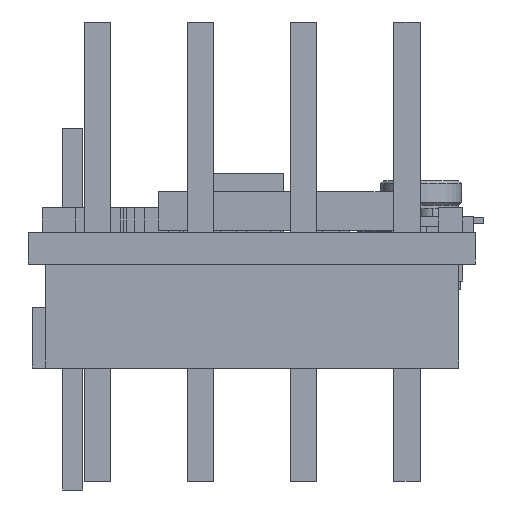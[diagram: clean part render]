
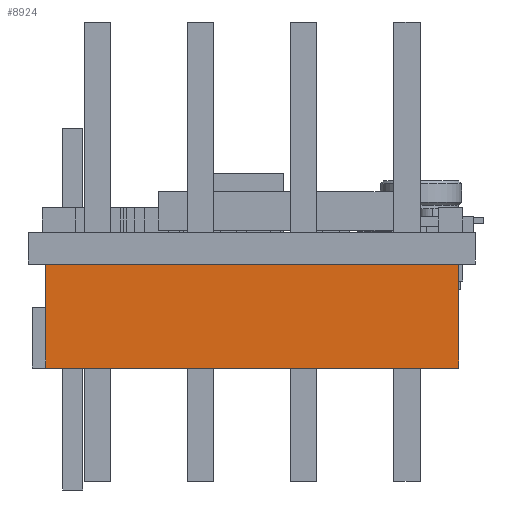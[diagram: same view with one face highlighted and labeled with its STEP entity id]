
A CAD part, front view. The second image highlights one B-rep face of the part: STEP entity #8924.
In plain terms, the highlighted planar face has unit normal (0, -1, 0).
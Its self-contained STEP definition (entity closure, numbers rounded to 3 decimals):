
#163 = CARTESIAN_POINT ( 'NONE',  ( -5.08, -1.27, 2.54 ) ) ;
#1533 = LINE ( 'NONE', #4315, #14265 ) ;
#1574 = AXIS2_PLACEMENT_3D ( 'NONE', #16476, #10435, #2569 ) ;
#1745 = VECTOR ( 'NONE', #2961, 1000. ) ;
#1883 = CARTESIAN_POINT ( 'NONE',  ( 5.08, -1.27, 0. ) ) ;
#2317 = LINE ( 'NONE', #12306, #7018 ) ;
#2494 = CARTESIAN_POINT ( 'NONE',  ( 5.08, -1.27, 0. ) ) ;
#2569 = DIRECTION ( 'NONE',  ( 0., 0., 1. ) ) ;
#2871 = LINE ( 'NONE', #10266, #9569 ) ;
#2961 = DIRECTION ( 'NONE',  ( 0., 0., -1. ) ) ;
#3446 = EDGE_CURVE ( 'NONE', #9842, #19611, #18501, .T. ) ;
#4315 = CARTESIAN_POINT ( 'NONE',  ( -5.08, -1.27, 0. ) ) ;
#4912 = EDGE_CURVE ( 'NONE', #19189, #13030, #1533, .T. ) ;
#5767 = ORIENTED_EDGE ( 'NONE', *, *, #18852, .F. ) ;
#7018 = VECTOR ( 'NONE', #11356, 1000. ) ;
#7452 = ORIENTED_EDGE ( 'NONE', *, *, #15751, .F. ) ;
#7543 = DIRECTION ( 'NONE',  ( 1., 0., 0. ) ) ;
#7583 = ORIENTED_EDGE ( 'NONE', *, *, #4912, .F. ) ;
#8924 = ADVANCED_FACE ( 'NONE', ( #10252 ), #18079, .F. ) ;
#9569 = VECTOR ( 'NONE', #7543, 1000. ) ;
#9761 = EDGE_LOOP ( 'NONE', ( #17517, #5767, #7583, #7452 ) ) ;
#9842 = VERTEX_POINT ( 'NONE', #19523 ) ;
#10252 = FACE_OUTER_BOUND ( 'NONE', #9761, .T. ) ;
#10266 = CARTESIAN_POINT ( 'NONE',  ( -5.08, -1.27, 2.54 ) ) ;
#10435 = DIRECTION ( 'NONE',  ( 0., 1., 0. ) ) ;
#11356 = DIRECTION ( 'NONE',  ( -1., 0., 0. ) ) ;
#12306 = CARTESIAN_POINT ( 'NONE',  ( -5.08, -1.27, 0. ) ) ;
#13030 = VERTEX_POINT ( 'NONE', #163 ) ;
#13499 = DIRECTION ( 'NONE',  ( 0., 0., 1. ) ) ;
#14265 = VECTOR ( 'NONE', #13499, 1000. ) ;
#15751 = EDGE_CURVE ( 'NONE', #19611, #19189, #2317, .T. ) ;
#16476 = CARTESIAN_POINT ( 'NONE',  ( -5.08, -1.27, 0. ) ) ;
#17517 = ORIENTED_EDGE ( 'NONE', *, *, #3446, .F. ) ;
#18079 = PLANE ( 'NONE',  #1574 ) ;
#18135 = CARTESIAN_POINT ( 'NONE',  ( -5.08, -1.27, 0. ) ) ;
#18501 = LINE ( 'NONE', #1883, #1745 ) ;
#18852 = EDGE_CURVE ( 'NONE', #13030, #9842, #2871, .T. ) ;
#19189 = VERTEX_POINT ( 'NONE', #18135 ) ;
#19523 = CARTESIAN_POINT ( 'NONE',  ( 5.08, -1.27, 2.54 ) ) ;
#19611 = VERTEX_POINT ( 'NONE', #2494 ) ;
